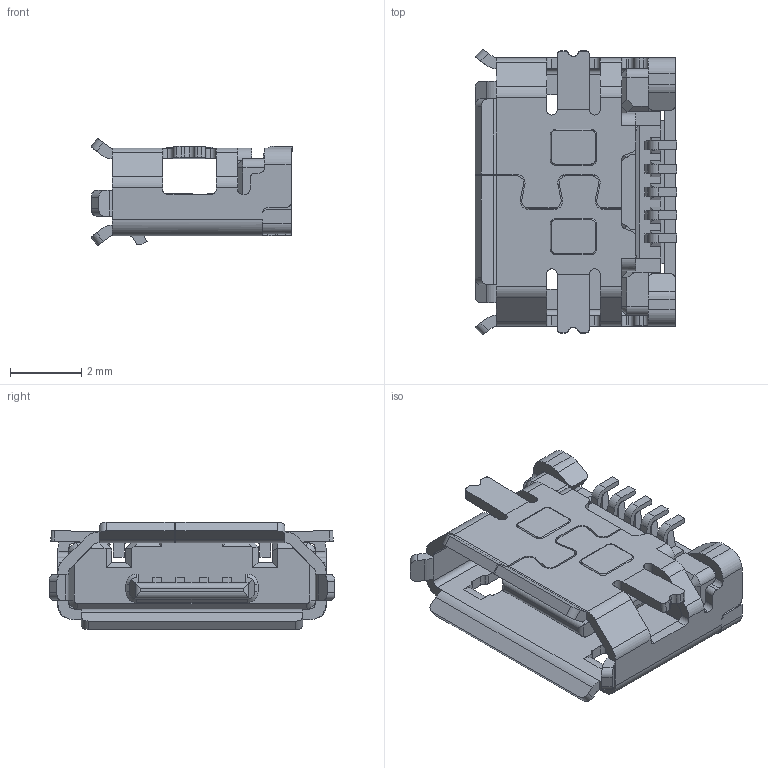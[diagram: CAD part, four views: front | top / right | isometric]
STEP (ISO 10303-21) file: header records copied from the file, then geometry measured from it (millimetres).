
FILE_DESCRIPTION(('CoCreate Modeling STEP Export'),'2;1');
FILE_NAME('2.stp','2017-04-13T14:10:23',(''),(''),'CoCreate Modeling STEP processor for AP214 (Solid Model)','CoCreate Modeling 16.00 13-May-2008 (C) Parametric Technology GmbH','');
FILE_SCHEMA(('AUTOMOTIVE_DESIGN { 1 0 10303 214 1 1 1 1 }'));
Length unit declared in the file: millimetre
Products named in the file (78): ABTYPEDIP_ASM; USB-1075-05S.stp; 2DIP2MSTMOLDING; 2DIP2MST640_ASM; USB-1009-05S.stp; 010101010-03X_前插后贴.stp.1; 000.stp; 1111.stp; a1; 全插式带铁片结构.stp.1.1; 66.stp.1.1; 66.stp.1; 66.stp.2; HOUSING; 5P-BTYPE全贴8.8.1.1; housing.1.5; 5P-BTYPE全贴7.88.1; 5P-BTYPE全贴7.88..stp
Assembly tree (77 placements, depth 13):
  5P-BTYPE全贴7.88..stp
    5P-BTYPE全贴7.88.1
      66.stp.2
        66.stp.1
          66.stp.1.1
            全插式带铁片结构.stp.1.1
              a1
                ABTYPEDIP_ASM
              1111.stp
                000.stp
                  010101010-03X_前插后贴.stp.1
              USB-1075-05S.stp
                ABTYPEDIP_ASM
          全插式带铁片结构.stp.1.1
            a1
              ABTYPEDIP_ASM
            1111.stp
              000.stp
                010101010-03X_前插后贴.stp.1
                  USB-1009-05S.stp
            USB-1075-05S.stp
              ABTYPEDIP_ASM
        全插式带铁片结构.stp.1.1
          a1
            ABTYPEDIP_ASM
          1111.stp
            000.stp
              010101010-03X_前插后贴.stp.1
                USB-1009-05S.stp
                  2DIP2MST640_ASM
          USB-1075-05S.stp
            ABTYPEDIP_ASM
      HOUSING
        housing.1.5
      5P-BTYPE全贴8.8.1.1
        HOUSING
        66.stp.2
          66.stp.1
            66.stp.1.1
              全插式带铁片结构.stp.1.1
                a1
                  ABTYPEDIP_ASM
                1111.stp
                  000.stp
                USB-1075-05S.stp
                  ABTYPEDIP_ASM
            全插式带铁片结构.stp.1.1
              a1
                ABTYPEDIP_ASM
              1111.stp
                000.stp
                  010101010-03X_前插后贴.stp.1
              USB-1075-05S.stp
                ABTYPEDIP_ASM
          全插式带铁片结构.stp.1.1
            a1
              ABTYPEDIP_ASM
            1111.stp
              000.stp
                010101010-03X_前插后贴.stp.1
Bounding box: 5.65 x 8 x 3 mm (x, y, z)
Volume: 43 mm3; surface area: 270.3 mm2
Topology: 1 solids, 6 shells, 826 faces, 2334 edges, 1490 vertices
Faces by surface type: plane 520, cylinder 270, torus 24, cone 12
Entity records: 27587 total; most frequent: ORIENTED_EDGE 4734, CARTESIAN_POINT 4610, DIRECTION 4446, EDGE_CURVE 2334, VECTOR 1586, LINE 1586, VERTEX_POINT 1490, AXIS2_PLACEMENT_3D 1430
